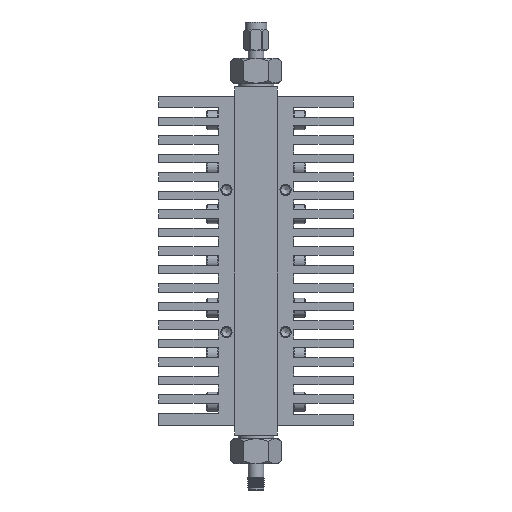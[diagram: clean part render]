
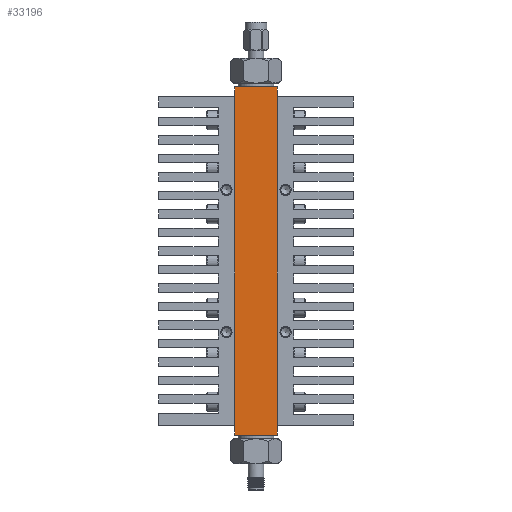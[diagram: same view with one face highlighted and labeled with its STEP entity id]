
A CAD part, left-side view. The second image highlights one B-rep face of the part: STEP entity #33196.
In plain terms, the highlighted planar face has unit normal (-1, 0, 0).
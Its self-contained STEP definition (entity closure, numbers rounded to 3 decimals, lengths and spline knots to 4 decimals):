
#614 = CARTESIAN_POINT ( 'NONE',  ( -1.05, -0.299, 2.45 ) ) ;
#1618 = ORIENTED_EDGE ( 'NONE', *, *, #69298, .T. ) ;
#4846 = ORIENTED_EDGE ( 'NONE', *, *, #10573, .T. ) ;
#5329 = DIRECTION ( 'NONE',  ( 0., -1., 0. ) ) ;
#6582 = LINE ( 'NONE', #11044, #40759 ) ;
#7600 = ORIENTED_EDGE ( 'NONE', *, *, #32124, .F. ) ;
#8090 = LINE ( 'NONE', #14761, #16714 ) ;
#8630 = EDGE_CURVE ( 'NONE', #53845, #66552, #30126, .T. ) ;
#9765 = VERTEX_POINT ( 'NONE', #15967 ) ;
#9907 = ORIENTED_EDGE ( 'NONE', *, *, #32430, .F. ) ;
#10539 = DIRECTION ( 'NONE',  ( 0., 0., -1. ) ) ;
#10573 = EDGE_CURVE ( 'NONE', #66552, #9765, #6582, .T. ) ;
#10606 = CARTESIAN_POINT ( 'NONE',  ( -1.05, -0.299, 2.45 ) ) ;
#11044 = CARTESIAN_POINT ( 'NONE',  ( -1.05, 0.299, 2.45 ) ) ;
#11241 = DIRECTION ( 'NONE',  ( 0., 0., -1. ) ) ;
#14486 = VERTEX_POINT ( 'NONE', #30717 ) ;
#14761 = CARTESIAN_POINT ( 'NONE',  ( -1.05, 0.299, 2.45 ) ) ;
#15967 = CARTESIAN_POINT ( 'NONE',  ( -1.05, 0.299, -2.31 ) ) ;
#16714 = VECTOR ( 'NONE', #32884, 39.3701 ) ;
#16756 = CARTESIAN_POINT ( 'NONE',  ( -1.05, 0.299, 2.45 ) ) ;
#16760 = LINE ( 'NONE', #59265, #17457 ) ;
#17374 = ORIENTED_EDGE ( 'NONE', *, *, #40946, .F. ) ;
#17457 = VECTOR ( 'NONE', #5329, 39.3701 ) ;
#17954 = VECTOR ( 'NONE', #22135, 39.3701 ) ;
#18360 = LINE ( 'NONE', #614, #45336 ) ;
#19052 = AXIS2_PLACEMENT_3D ( 'NONE', #60562, #48721, #23580 ) ;
#21047 = EDGE_LOOP ( 'NONE', ( #1618, #17374, #9907, #67951, #7600, #43842, #4846, #64016 ) ) ;
#22135 = DIRECTION ( 'NONE',  ( 0., -1., 0. ) ) ;
#22145 = VECTOR ( 'NONE', #10539, 39.3701 ) ;
#23491 = CARTESIAN_POINT ( 'NONE',  ( -1.05, -0.299, 2.31 ) ) ;
#23580 = DIRECTION ( 'NONE',  ( 0., 0., -1. ) ) ;
#28120 = VERTEX_POINT ( 'NONE', #23491 ) ;
#29820 = LINE ( 'NONE', #46346, #22145 ) ;
#30126 = LINE ( 'NONE', #16756, #30496 ) ;
#30496 = VECTOR ( 'NONE', #11241, 39.3701 ) ;
#30717 = CARTESIAN_POINT ( 'NONE',  ( -1.05, -0.299, -2.45 ) ) ;
#32124 = EDGE_CURVE ( 'NONE', #53845, #55890, #69778, .T. ) ;
#32401 = CARTESIAN_POINT ( 'NONE',  ( -1.05, 0.299, 2.45 ) ) ;
#32430 = EDGE_CURVE ( 'NONE', #28120, #58370, #33086, .T. ) ;
#32884 = DIRECTION ( 'NONE',  ( 0., 0., -1. ) ) ;
#33086 = LINE ( 'NONE', #38990, #34136 ) ;
#33196 = ADVANCED_FACE ( 'NONE', ( #54642 ), #36568, .F. ) ;
#34136 = VECTOR ( 'NONE', #69675, 39.3701 ) ;
#34461 = EDGE_CURVE ( 'NONE', #9765, #53293, #8090, .T. ) ;
#36568 = PLANE ( 'NONE',  #19052 ) ;
#38990 = CARTESIAN_POINT ( 'NONE',  ( -1.05, -0.299, 2.45 ) ) ;
#40759 = VECTOR ( 'NONE', #64180, 39.3701 ) ;
#40946 = EDGE_CURVE ( 'NONE', #58370, #14486, #29820, .T. ) ;
#43842 = ORIENTED_EDGE ( 'NONE', *, *, #8630, .T. ) ;
#45336 = VECTOR ( 'NONE', #66358, 39.3701 ) ;
#46346 = CARTESIAN_POINT ( 'NONE',  ( -1.05, -0.299, 2.45 ) ) ;
#46904 = CARTESIAN_POINT ( 'NONE',  ( -1.05, 0.299, -2.45 ) ) ;
#47791 = CARTESIAN_POINT ( 'NONE',  ( -1.05, -0.299, -2.31 ) ) ;
#48721 = DIRECTION ( 'NONE',  ( 1., 0., 0. ) ) ;
#53293 = VERTEX_POINT ( 'NONE', #46904 ) ;
#53462 = EDGE_CURVE ( 'NONE', #55890, #28120, #18360, .T. ) ;
#53845 = VERTEX_POINT ( 'NONE', #32401 ) ;
#54642 = FACE_OUTER_BOUND ( 'NONE', #21047, .T. ) ;
#55890 = VERTEX_POINT ( 'NONE', #10606 ) ;
#58370 = VERTEX_POINT ( 'NONE', #47791 ) ;
#59265 = CARTESIAN_POINT ( 'NONE',  ( -1.05, -0.299, -2.45 ) ) ;
#60562 = CARTESIAN_POINT ( 'NONE',  ( -1.05, -0.299, 2.45 ) ) ;
#64016 = ORIENTED_EDGE ( 'NONE', *, *, #34461, .T. ) ;
#64180 = DIRECTION ( 'NONE',  ( 0., 0., -1. ) ) ;
#66099 = CARTESIAN_POINT ( 'NONE',  ( -1.05, 0.299, 2.31 ) ) ;
#66358 = DIRECTION ( 'NONE',  ( 0., 0., -1. ) ) ;
#66552 = VERTEX_POINT ( 'NONE', #66099 ) ;
#67951 = ORIENTED_EDGE ( 'NONE', *, *, #53462, .F. ) ;
#68606 = CARTESIAN_POINT ( 'NONE',  ( -1.05, -0.299, 2.45 ) ) ;
#69298 = EDGE_CURVE ( 'NONE', #53293, #14486, #16760, .T. ) ;
#69675 = DIRECTION ( 'NONE',  ( 0., 0., -1. ) ) ;
#69778 = LINE ( 'NONE', #68606, #17954 ) ;
